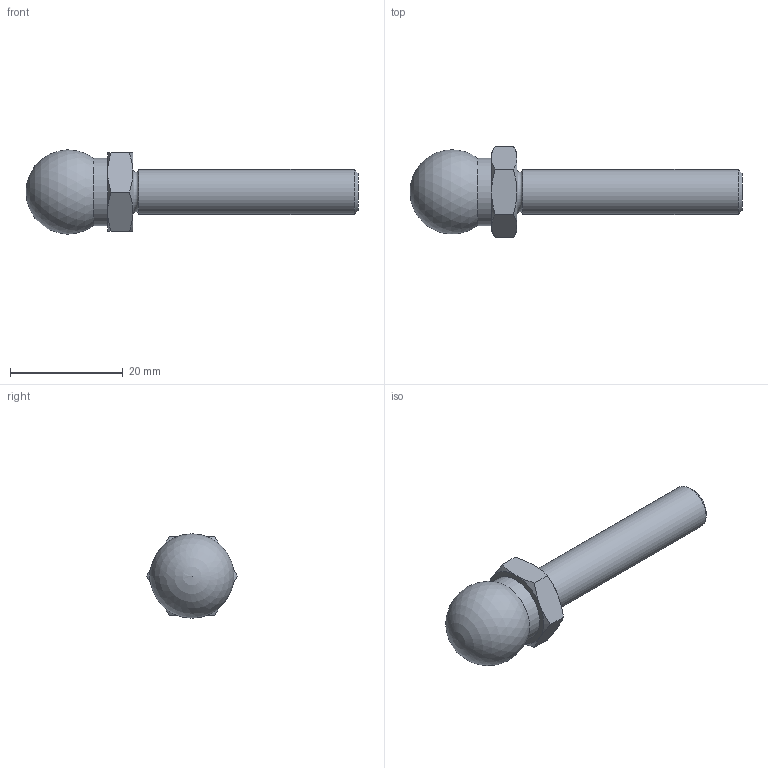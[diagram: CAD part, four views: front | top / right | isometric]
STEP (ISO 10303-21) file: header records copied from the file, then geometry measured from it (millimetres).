
FILE_DESCRIPTION(/* description */ ('STEP AP214'),/* implementation_level */ '2;1');
FILE_NAME(/* name */ '098DM08040M',/* time_stamp */ '2022-07-14T13:05:26+02:00',/* author */ ('License CC BY-ND 4.0'),/* organization */ ('CADENAS'),/* preprocessor_version */ 'ST-DEVELOPER v18.102',/* originating_system */ 'PARTsolutions',/* authorisation */ ' ');
FILE_SCHEMA (('AUTOMOTIVE_DESIGN {1 0 10303 214 3 1 1}'));
Length unit declared in the file: millimetre
Products named in the file (1): 098DM08040M
Bounding box: 59 x 16.17 x 15 mm (x, y, z)
Volume: 4619.7 mm3; surface area: 2094.4 mm2
Topology: 1 solids, 1 shells, 26 faces, 55 edges, 32 vertices
Faces by surface type: cone 13, plane 9, cylinder 2, torus 1, sphere 1
Full cylindrical faces by diameter (mm): 8 x1, 12 x1
Entity records: 696 total; most frequent: CARTESIAN_POINT 177, ORIENTED_EDGE 96, DIRECTION 96, EDGE_CURVE 48, AXIS2_PLACEMENT_3D 45, EDGE_LOOP 32, FACE_BOUND 32, VERTEX_POINT 30
